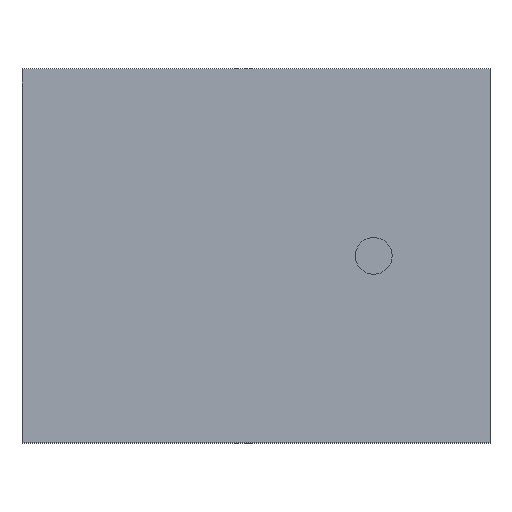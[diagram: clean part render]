
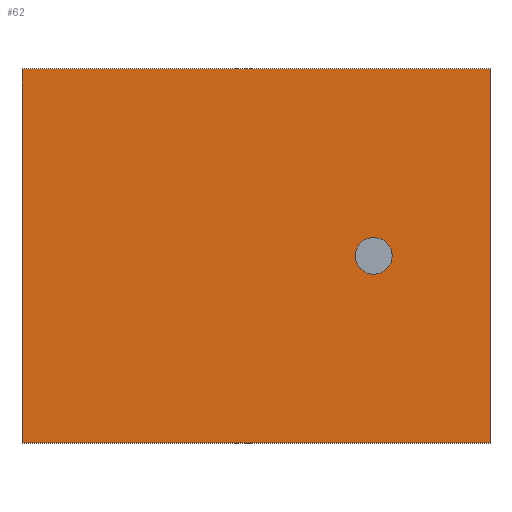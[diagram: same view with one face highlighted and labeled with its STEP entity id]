
A CAD part, top view. The second image highlights one B-rep face of the part: STEP entity #62.
In plain terms, the highlighted planar face has unit normal (0, 0, 1).
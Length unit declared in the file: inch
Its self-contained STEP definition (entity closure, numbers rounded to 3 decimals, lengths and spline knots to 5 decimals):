
#62 = ADVANCED_FACE ( 'NONE', ( #3608, #868 ), #3013, .T. ) ;
#68 = CARTESIAN_POINT ( 'NONE',  ( -0.0626, -0.05, 0.03898 ) ) ;
#72 = VERTEX_POINT ( 'NONE', #3311 ) ;
#117 = EDGE_CURVE ( 'NONE', #1648, #1464, #283, .T. ) ;
#223 = LINE ( 'NONE', #2675, #1233 ) ;
#283 = LINE ( 'NONE', #583, #1288 ) ;
#309 = AXIS2_PLACEMENT_3D ( 'NONE', #3938, #1255, #2738 ) ;
#361 = EDGE_CURVE ( 'NONE', #1206, #3686, #426, .T. ) ;
#426 = LINE ( 'NONE', #1621, #3088 ) ;
#563 = DIRECTION ( 'NONE',  ( 1., 0., 0. ) ) ;
#583 = CARTESIAN_POINT ( 'NONE',  ( 0.0626, 0.03878, 0.03898 ) ) ;
#632 = CIRCLE ( 'NONE', #309, 0.00492 ) ;
#662 = ORIENTED_EDGE ( 'NONE', *, *, #2591, .T. ) ;
#701 = EDGE_CURVE ( 'NONE', #3635, #72, #2062, .T. ) ;
#868 = FACE_OUTER_BOUND ( 'NONE', #3968, .T. ) ;
#1074 = EDGE_CURVE ( 'NONE', #72, #3635, #632, .T. ) ;
#1151 = ORIENTED_EDGE ( 'NONE', *, *, #117, .T. ) ;
#1206 = VERTEX_POINT ( 'NONE', #2554 ) ;
#1233 = VECTOR ( 'NONE', #563, 39.37008 ) ;
#1255 = DIRECTION ( 'NONE',  ( 0., 0., 1. ) ) ;
#1288 = VECTOR ( 'NONE', #2113, 39.37008 ) ;
#1297 = ORIENTED_EDGE ( 'NONE', *, *, #1074, .F. ) ;
#1311 = ORIENTED_EDGE ( 'NONE', *, *, #361, .T. ) ;
#1464 = VERTEX_POINT ( 'NONE', #3607 ) ;
#1488 = VECTOR ( 'NONE', #3873, 39.37008 ) ;
#1493 = CARTESIAN_POINT ( 'NONE',  ( -0.04212, 0.05, 0.03898 ) ) ;
#1573 = EDGE_LOOP ( 'NONE', ( #3864, #1297 ) ) ;
#1621 = CARTESIAN_POINT ( 'NONE',  ( -0.0626, 0.03878, 0.03898 ) ) ;
#1648 = VERTEX_POINT ( 'NONE', #2848 ) ;
#1740 = AXIS2_PLACEMENT_3D ( 'NONE', #3645, #1774, #2734 ) ;
#1774 = DIRECTION ( 'NONE',  ( 0., 0., 1. ) ) ;
#1901 = DIRECTION ( 'NONE',  ( 1., 0., 0. ) ) ;
#2062 = CIRCLE ( 'NONE', #2961, 0.00492 ) ;
#2113 = DIRECTION ( 'NONE',  ( 0., 1., 0. ) ) ;
#2219 = CARTESIAN_POINT ( 'NONE',  ( 0.02657, 0., 0.03898 ) ) ;
#2524 = EDGE_CURVE ( 'NONE', #1464, #1206, #3158, .T. ) ;
#2554 = CARTESIAN_POINT ( 'NONE',  ( -0.0626, 0.05, 0.03898 ) ) ;
#2591 = EDGE_CURVE ( 'NONE', #3686, #1648, #223, .T. ) ;
#2675 = CARTESIAN_POINT ( 'NONE',  ( -0.04212, -0.05, 0.03898 ) ) ;
#2734 = DIRECTION ( 'NONE',  ( 1., 0., 0. ) ) ;
#2738 = DIRECTION ( 'NONE',  ( 1., 0., 0. ) ) ;
#2848 = CARTESIAN_POINT ( 'NONE',  ( 0.0626, -0.05, 0.03898 ) ) ;
#2961 = AXIS2_PLACEMENT_3D ( 'NONE', #3082, #3493, #1901 ) ;
#3013 = PLANE ( 'NONE',  #1740 ) ;
#3082 = CARTESIAN_POINT ( 'NONE',  ( 0.0315, 0., 0.03898 ) ) ;
#3088 = VECTOR ( 'NONE', #3798, 39.37008 ) ;
#3158 = LINE ( 'NONE', #1493, #1488 ) ;
#3311 = CARTESIAN_POINT ( 'NONE',  ( 0.03642, 0., 0.03898 ) ) ;
#3493 = DIRECTION ( 'NONE',  ( 0., 0., 1. ) ) ;
#3607 = CARTESIAN_POINT ( 'NONE',  ( 0.0626, 0.05, 0.03898 ) ) ;
#3608 = FACE_BOUND ( 'NONE', #1573, .T. ) ;
#3635 = VERTEX_POINT ( 'NONE', #2219 ) ;
#3645 = CARTESIAN_POINT ( 'NONE',  ( 0., 0., 0.03898 ) ) ;
#3679 = ORIENTED_EDGE ( 'NONE', *, *, #2524, .T. ) ;
#3686 = VERTEX_POINT ( 'NONE', #68 ) ;
#3798 = DIRECTION ( 'NONE',  ( 0., -1., 0. ) ) ;
#3864 = ORIENTED_EDGE ( 'NONE', *, *, #701, .F. ) ;
#3873 = DIRECTION ( 'NONE',  ( -1., 0., 0. ) ) ;
#3938 = CARTESIAN_POINT ( 'NONE',  ( 0.0315, 0., 0.03898 ) ) ;
#3968 = EDGE_LOOP ( 'NONE', ( #3679, #1311, #662, #1151 ) ) ;
